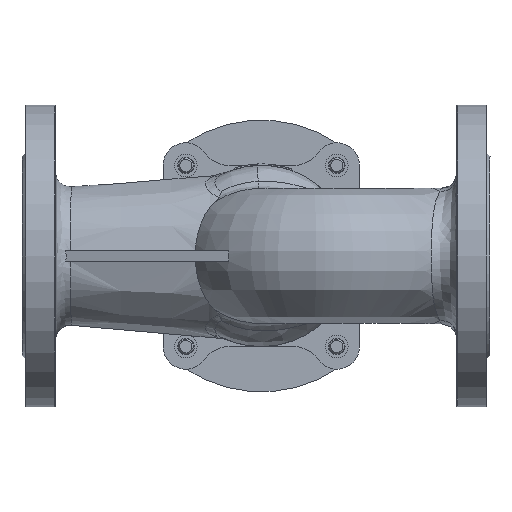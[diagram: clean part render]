
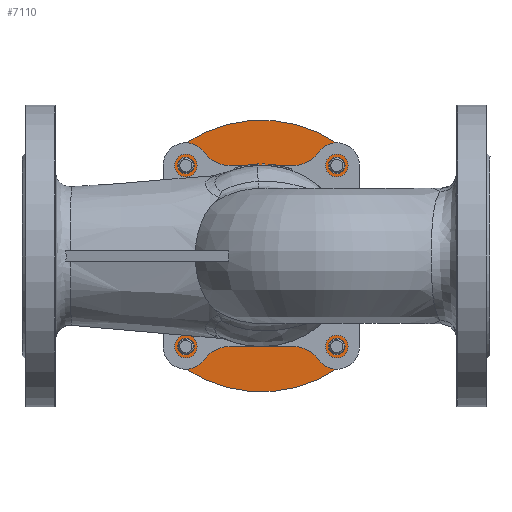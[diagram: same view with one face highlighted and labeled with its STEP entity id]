
A CAD part, front view. The second image highlights one B-rep face of the part: STEP entity #7110.
In plain terms, the highlighted planar face has unit normal (0, -1, 0).
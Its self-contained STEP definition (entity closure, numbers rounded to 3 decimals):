
#260=FACE_BOUND('',#1190,.T.);
#261=FACE_BOUND('',#1191,.T.);
#262=FACE_BOUND('',#1192,.T.);
#263=FACE_BOUND('',#1193,.T.);
#594=PLANE('',#7674);
#774=FACE_OUTER_BOUND('',#1189,.T.);
#1189=EDGE_LOOP('',(#4618,#4619,#4620,#4621,#4622,#4623,#4624,#4625));
#1190=EDGE_LOOP('',(#4626));
#1191=EDGE_LOOP('',(#4627));
#1192=EDGE_LOOP('',(#4628));
#1193=EDGE_LOOP('',(#4629));
#1699=CIRCLE('',#7663,1.);
#1700=CIRCLE('',#7667,1.);
#1701=CIRCLE('',#7669,1.);
#1702=CIRCLE('',#7671,1.);
#1703=CIRCLE('',#7673,90.);
#1704=CIRCLE('',#7675,90.);
#1705=CIRCLE('',#7676,5.5);
#1706=CIRCLE('',#7677,5.5);
#1707=CIRCLE('',#7678,5.5);
#1708=CIRCLE('',#7679,5.5);
#2090=LINE('',#10603,#2446);
#2091=LINE('',#10605,#2447);
#2446=VECTOR('',#8597,10.);
#2447=VECTOR('',#8600,10.);
#2821=VERTEX_POINT('',#10571);
#2822=VERTEX_POINT('',#10572);
#2823=VERTEX_POINT('',#10583);
#2824=VERTEX_POINT('',#10584);
#2825=VERTEX_POINT('',#10589);
#2826=VERTEX_POINT('',#10590);
#2827=VERTEX_POINT('',#10595);
#2828=VERTEX_POINT('',#10596);
#2829=VERTEX_POINT('',#10606);
#2830=VERTEX_POINT('',#10608);
#2831=VERTEX_POINT('',#10610);
#2832=VERTEX_POINT('',#10612);
#3508=EDGE_CURVE('',#2821,#2822,#1699,.T.);
#3515=EDGE_CURVE('',#2823,#2824,#1700,.T.);
#3518=EDGE_CURVE('',#2825,#2826,#1701,.T.);
#3521=EDGE_CURVE('',#2827,#2828,#1702,.T.);
#3524=EDGE_CURVE('',#2821,#2824,#1703,.T.);
#3525=EDGE_CURVE('',#2823,#2828,#2090,.T.);
#3526=EDGE_CURVE('',#2827,#2826,#1704,.T.);
#3527=EDGE_CURVE('',#2825,#2822,#2091,.T.);
#3528=EDGE_CURVE('',#2829,#2829,#1705,.T.);
#3529=EDGE_CURVE('',#2830,#2830,#1706,.T.);
#3530=EDGE_CURVE('',#2831,#2831,#1707,.T.);
#3531=EDGE_CURVE('',#2832,#2832,#1708,.T.);
#4618=ORIENTED_EDGE('',*,*,#3508,.F.);
#4619=ORIENTED_EDGE('',*,*,#3524,.T.);
#4620=ORIENTED_EDGE('',*,*,#3515,.F.);
#4621=ORIENTED_EDGE('',*,*,#3525,.T.);
#4622=ORIENTED_EDGE('',*,*,#3521,.F.);
#4623=ORIENTED_EDGE('',*,*,#3526,.T.);
#4624=ORIENTED_EDGE('',*,*,#3518,.F.);
#4625=ORIENTED_EDGE('',*,*,#3527,.T.);
#4626=ORIENTED_EDGE('',*,*,#3528,.T.);
#4627=ORIENTED_EDGE('',*,*,#3529,.T.);
#4628=ORIENTED_EDGE('',*,*,#3530,.T.);
#4629=ORIENTED_EDGE('',*,*,#3531,.T.);
#7110=ADVANCED_FACE('',(#774,#260,#261,#262,#263),#594,.T.);
#7663=AXIS2_PLACEMENT_3D('',#10573,#8561,#8562);
#7667=AXIS2_PLACEMENT_3D('',#10585,#8575,#8576);
#7669=AXIS2_PLACEMENT_3D('',#10591,#8581,#8582);
#7671=AXIS2_PLACEMENT_3D('',#10597,#8587,#8588);
#7673=AXIS2_PLACEMENT_3D('',#10601,#8593,#8594);
#7674=AXIS2_PLACEMENT_3D('',#10602,#8595,#8596);
#7675=AXIS2_PLACEMENT_3D('',#10604,#8598,#8599);
#7676=AXIS2_PLACEMENT_3D('',#10607,#8601,#8602);
#7677=AXIS2_PLACEMENT_3D('',#10609,#8603,#8604);
#7678=AXIS2_PLACEMENT_3D('',#10611,#8605,#8606);
#7679=AXIS2_PLACEMENT_3D('',#10613,#8607,#8608);
#8561=DIRECTION('center_axis',(0.,1.,0.));
#8562=DIRECTION('ref_axis',(0.923,0.,0.385));
#8575=DIRECTION('center_axis',(0.,1.,0.));
#8576=DIRECTION('ref_axis',(-0.923,0.,0.385));
#8581=DIRECTION('center_axis',(0.,1.,0.));
#8582=DIRECTION('ref_axis',(0.923,0.,-0.385));
#8587=DIRECTION('center_axis',(0.,1.,0.));
#8588=DIRECTION('ref_axis',(-0.923,0.,-0.385));
#8593=DIRECTION('center_axis',(0.,-1.,0.));
#8594=DIRECTION('ref_axis',(1.,0.,0.));
#8595=DIRECTION('center_axis',(0.,-1.,0.));
#8596=DIRECTION('ref_axis',(0.,0.,-1.));
#8597=DIRECTION('',(0.,0.,-1.));
#8598=DIRECTION('center_axis',(0.,-1.,0.));
#8599=DIRECTION('ref_axis',(1.,0.,0.));
#8600=DIRECTION('',(0.,0.,1.));
#8601=DIRECTION('center_axis',(0.,1.,0.));
#8602=DIRECTION('ref_axis',(-1.,0.,0.));
#8603=DIRECTION('center_axis',(0.,1.,0.));
#8604=DIRECTION('ref_axis',(-1.,0.,0.));
#8605=DIRECTION('center_axis',(0.,1.,0.));
#8606=DIRECTION('ref_axis',(-1.,0.,0.));
#8607=DIRECTION('center_axis',(0.,1.,0.));
#8608=DIRECTION('ref_axis',(-1.,0.,0.));
#10571=CARTESIAN_POINT('',(63.346,-510.,63.932));
#10572=CARTESIAN_POINT('',(63.642,-510.,63.222));
#10573=CARTESIAN_POINT('Origin',(62.642,-510.,63.222));
#10583=CARTESIAN_POINT('',(-63.642,-510.,63.222));
#10584=CARTESIAN_POINT('',(-63.346,-510.,63.932));
#10585=CARTESIAN_POINT('Origin',(-62.642,-510.,63.222));
#10589=CARTESIAN_POINT('',(63.642,-510.,-63.222));
#10590=CARTESIAN_POINT('',(63.346,-510.,-63.932));
#10591=CARTESIAN_POINT('Origin',(62.642,-510.,-63.222));
#10595=CARTESIAN_POINT('',(-63.346,-510.,-63.932));
#10596=CARTESIAN_POINT('',(-63.642,-510.,-63.222));
#10597=CARTESIAN_POINT('Origin',(-62.642,-510.,-63.222));
#10601=CARTESIAN_POINT('Origin',(0.,-510.,0.));
#10602=CARTESIAN_POINT('Origin',(0.,-510.,0.));
#10603=CARTESIAN_POINT('',(-63.642,-510.,109.504));
#10604=CARTESIAN_POINT('Origin',(0.,-510.,0.));
#10605=CARTESIAN_POINT('',(63.642,-510.,-109.504));
#10606=CARTESIAN_POINT('',(-44.5,-510.,60.));
#10607=CARTESIAN_POINT('Origin',(-50.,-510.,60.));
#10608=CARTESIAN_POINT('',(55.5,-510.,60.));
#10609=CARTESIAN_POINT('Origin',(50.,-510.,60.));
#10610=CARTESIAN_POINT('',(55.5,-510.,-60.));
#10611=CARTESIAN_POINT('Origin',(50.,-510.,-60.));
#10612=CARTESIAN_POINT('',(-44.5,-510.,-60.));
#10613=CARTESIAN_POINT('Origin',(-50.,-510.,-60.));
